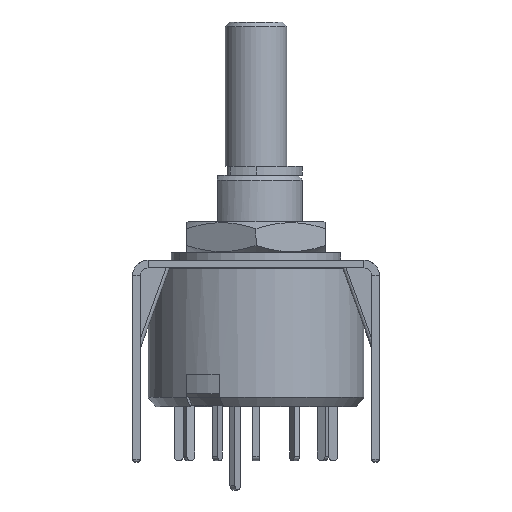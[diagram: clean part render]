
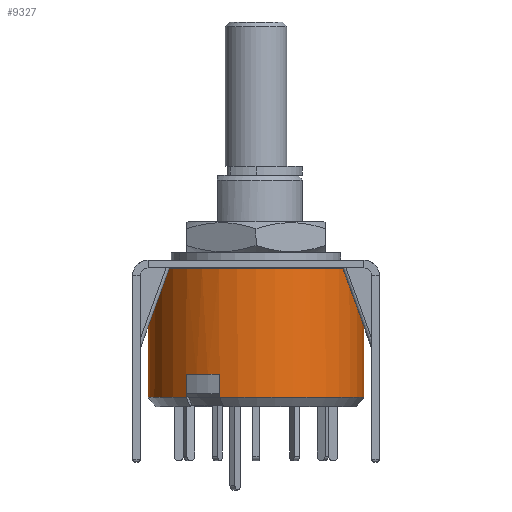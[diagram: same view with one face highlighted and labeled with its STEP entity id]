
A CAD part, front view. The second image highlights one B-rep face of the part: STEP entity #9327.
In plain terms, the highlighted cylindrical face has radius 7 mm (diameter 14 mm), a partial arc.
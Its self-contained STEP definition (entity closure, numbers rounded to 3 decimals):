
#8 = ORIENTED_EDGE ( 'NONE', *, *, #4776, .T. ) ;
#158 = EDGE_CURVE ( 'NONE', #8093, #3513, #14847, .T. ) ;
#255 = CARTESIAN_POINT ( 'NONE',  ( 7., 0., 0.95 ) ) ;
#748 = EDGE_LOOP ( 'NONE', ( #8124, #16828, #1978, #13373, #8, #9158, #3861, #4632 ) ) ;
#886 = DIRECTION ( 'NONE',  ( 0., 0., -1. ) ) ;
#888 = CARTESIAN_POINT ( 'NONE',  ( -7., 0., 0.95 ) ) ;
#1308 = VERTEX_POINT ( 'NONE', #6812 ) ;
#1498 = AXIS2_PLACEMENT_3D ( 'NONE', #14438, #3470, #15788 ) ;
#1785 = DIRECTION ( 'NONE',  ( 0., 0., -1. ) ) ;
#1978 = ORIENTED_EDGE ( 'NONE', *, *, #14874, .T. ) ;
#2079 = VERTEX_POINT ( 'NONE', #255 ) ;
#2425 = DIRECTION ( 'NONE',  ( 0., 0., 1. ) ) ;
#2454 = FACE_OUTER_BOUND ( 'NONE', #748, .T. ) ;
#2524 = VECTOR ( 'NONE', #8212, 1000. ) ;
#2800 = CARTESIAN_POINT ( 'NONE',  ( -4.526, -5.34, -5.9 ) ) ;
#3232 = EDGE_CURVE ( 'NONE', #1308, #10405, #13115, .T. ) ;
#3415 = EDGE_CURVE ( 'NONE', #2079, #12215, #14206, .T. ) ;
#3470 = DIRECTION ( 'NONE',  ( 0., 0., -1. ) ) ;
#3513 = VERTEX_POINT ( 'NONE', #17215 ) ;
#3861 = ORIENTED_EDGE ( 'NONE', *, *, #3232, .T. ) ;
#4100 = VERTEX_POINT ( 'NONE', #7369 ) ;
#4210 = CARTESIAN_POINT ( 'NONE',  ( -7., 0., 9. ) ) ;
#4438 = DIRECTION ( 'NONE',  ( 0., 0., -1. ) ) ;
#4632 = ORIENTED_EDGE ( 'NONE', *, *, #16977, .F. ) ;
#4762 = DIRECTION ( 'NONE',  ( 0., 0., -1. ) ) ;
#4776 = EDGE_CURVE ( 'NONE', #8093, #7486, #12040, .T. ) ;
#5145 = EDGE_CURVE ( 'NONE', #2079, #4100, #11583, .T. ) ;
#5409 = CARTESIAN_POINT ( 'NONE',  ( -2.361, -6.59, -7.4 ) ) ;
#5466 = CARTESIAN_POINT ( 'NONE',  ( -2.361, -6.59, 9. ) ) ;
#5620 = EDGE_CURVE ( 'NONE', #7486, #1308, #10126, .T. ) ;
#5663 = CARTESIAN_POINT ( 'NONE',  ( 7., 0., 9. ) ) ;
#6255 = CARTESIAN_POINT ( 'NONE',  ( -4.526, -5.34, 9. ) ) ;
#6528 = LINE ( 'NONE', #4210, #15872 ) ;
#6812 = CARTESIAN_POINT ( 'NONE',  ( -2.361, -6.59, -5.9 ) ) ;
#7369 = CARTESIAN_POINT ( 'NONE',  ( 7., 0., -7.4 ) ) ;
#7477 = DIRECTION ( 'NONE',  ( -1., 0., 0. ) ) ;
#7486 = VERTEX_POINT ( 'NONE', #2800 ) ;
#8093 = VERTEX_POINT ( 'NONE', #9859 ) ;
#8124 = ORIENTED_EDGE ( 'NONE', *, *, #5145, .F. ) ;
#8212 = DIRECTION ( 'NONE',  ( 0., 0., -1. ) ) ;
#8557 = CARTESIAN_POINT ( 'NONE',  ( 0., 0., 9. ) ) ;
#8634 = VECTOR ( 'NONE', #1785, 1000. ) ;
#8857 = AXIS2_PLACEMENT_3D ( 'NONE', #17035, #886, #13042 ) ;
#9134 = DIRECTION ( 'NONE',  ( 0., 0., 1. ) ) ;
#9158 = ORIENTED_EDGE ( 'NONE', *, *, #5620, .T. ) ;
#9177 = AXIS2_PLACEMENT_3D ( 'NONE', #8557, #4438, #9821 ) ;
#9219 = CARTESIAN_POINT ( 'NONE',  ( 0., 0., -5.9 ) ) ;
#9327 = ADVANCED_FACE ( 'NONE', ( #2454 ), #15617, .T. ) ;
#9821 = DIRECTION ( 'NONE',  ( -1., 0., 0. ) ) ;
#9859 = CARTESIAN_POINT ( 'NONE',  ( -4.526, -5.34, -7.4 ) ) ;
#10126 = CIRCLE ( 'NONE', #14467, 7. ) ;
#10405 = VERTEX_POINT ( 'NONE', #5409 ) ;
#11583 = LINE ( 'NONE', #5663, #8634 ) ;
#11812 = VECTOR ( 'NONE', #9134, 1000. ) ;
#11994 = CIRCLE ( 'NONE', #1498, 7. ) ;
#12040 = LINE ( 'NONE', #6255, #11812 ) ;
#12215 = VERTEX_POINT ( 'NONE', #888 ) ;
#12511 = DIRECTION ( 'NONE',  ( 0., 0., -1. ) ) ;
#13042 = DIRECTION ( 'NONE',  ( 1., 0., 0. ) ) ;
#13115 = LINE ( 'NONE', #5466, #2524 ) ;
#13373 = ORIENTED_EDGE ( 'NONE', *, *, #158, .F. ) ;
#14206 = CIRCLE ( 'NONE', #14287, 7. ) ;
#14287 = AXIS2_PLACEMENT_3D ( 'NONE', #15584, #4762, #7477 ) ;
#14438 = CARTESIAN_POINT ( 'NONE',  ( 0., 0., -7.4 ) ) ;
#14467 = AXIS2_PLACEMENT_3D ( 'NONE', #9219, #2425, #14683 ) ;
#14683 = DIRECTION ( 'NONE',  ( -1., 0., 0. ) ) ;
#14847 = CIRCLE ( 'NONE', #8857, 7. ) ;
#14874 = EDGE_CURVE ( 'NONE', #12215, #3513, #6528, .T. ) ;
#15584 = CARTESIAN_POINT ( 'NONE',  ( 0., 0., 0.95 ) ) ;
#15617 = CYLINDRICAL_SURFACE ( 'NONE', #9177, 7. ) ;
#15788 = DIRECTION ( 'NONE',  ( 1., 0., 0. ) ) ;
#15872 = VECTOR ( 'NONE', #12511, 1000. ) ;
#16828 = ORIENTED_EDGE ( 'NONE', *, *, #3415, .T. ) ;
#16977 = EDGE_CURVE ( 'NONE', #4100, #10405, #11994, .T. ) ;
#17035 = CARTESIAN_POINT ( 'NONE',  ( 0., 0., -7.4 ) ) ;
#17215 = CARTESIAN_POINT ( 'NONE',  ( -7., 0., -7.4 ) ) ;
